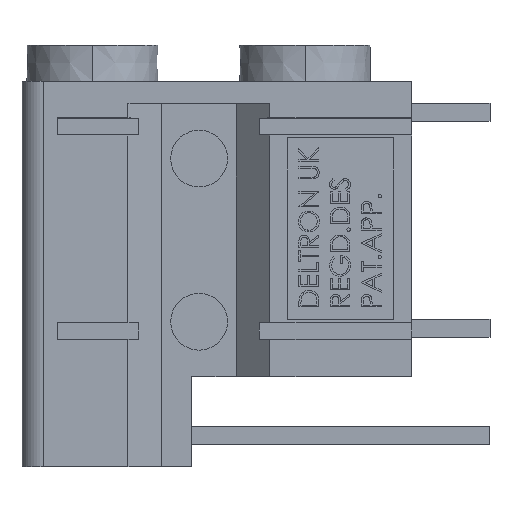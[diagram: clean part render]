
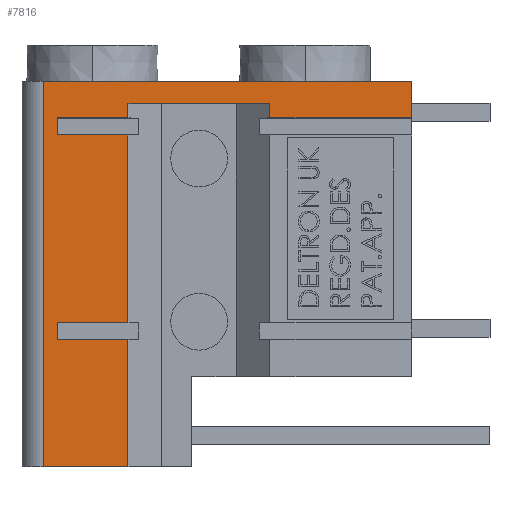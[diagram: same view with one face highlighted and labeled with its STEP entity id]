
A CAD part, left-side view. The second image highlights one B-rep face of the part: STEP entity #7816.
In plain terms, the highlighted planar face has unit normal (-1, 0, 0).
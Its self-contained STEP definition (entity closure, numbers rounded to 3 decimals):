
#132 = CARTESIAN_POINT ( 'NONE',  ( -4.875, 12.272, 27.2 ) ) ;
#210 = ORIENTED_EDGE ( 'NONE', *, *, #14936, .F. ) ;
#356 = CARTESIAN_POINT ( 'NONE',  ( -4.875, 6.3, 27.2 ) ) ;
#509 = VECTOR ( 'NONE', #21651, 1000. ) ;
#669 = DIRECTION ( 'NONE',  ( 0., 0., -1. ) ) ;
#1034 = LINE ( 'NONE', #5047, #18302 ) ;
#1170 = EDGE_CURVE ( 'NONE', #18635, #2500, #8630, .T. ) ;
#1624 = VECTOR ( 'NONE', #3628, 1000. ) ;
#1825 = DIRECTION ( 'NONE',  ( 0., 0., -1. ) ) ;
#1927 = ORIENTED_EDGE ( 'NONE', *, *, #6524, .F. ) ;
#1934 = CARTESIAN_POINT ( 'NONE',  ( -4.875, 11.3, 23.4 ) ) ;
#1997 = CARTESIAN_POINT ( 'NONE',  ( -4.875, -13.7, 24.6 ) ) ;
#2195 = ORIENTED_EDGE ( 'NONE', *, *, #6192, .T. ) ;
#2500 = VERTEX_POINT ( 'NONE', #1997 ) ;
#2646 = EDGE_CURVE ( 'NONE', #19706, #7349, #20324, .T. ) ;
#3094 = VECTOR ( 'NONE', #3432, 1000. ) ;
#3110 = VERTEX_POINT ( 'NONE', #18910 ) ;
#3293 = FACE_OUTER_BOUND ( 'NONE', #19698, .T. ) ;
#3432 = DIRECTION ( 'NONE',  ( 0., 1., 0. ) ) ;
#3460 = EDGE_CURVE ( 'NONE', #15975, #20212, #18188, .T. ) ;
#3628 = DIRECTION ( 'NONE',  ( 0., -1., 0. ) ) ;
#3635 = ORIENTED_EDGE ( 'NONE', *, *, #15989, .T. ) ;
#3664 = LINE ( 'NONE', #9031, #21000 ) ;
#3871 = LINE ( 'NONE', #4245, #21195 ) ;
#4054 = ORIENTED_EDGE ( 'NONE', *, *, #3460, .T. ) ;
#4245 = CARTESIAN_POINT ( 'NONE',  ( -4.875, 11.3, 8.98 ) ) ;
#4253 = CARTESIAN_POINT ( 'NONE',  ( -4.875, 11.3, 10.18 ) ) ;
#4354 = CARTESIAN_POINT ( 'NONE',  ( -4.875, -13.7, 0. ) ) ;
#4473 = DIRECTION ( 'NONE',  ( 0., 1., 0. ) ) ;
#4739 = ORIENTED_EDGE ( 'NONE', *, *, #17880, .T. ) ;
#4781 = VERTEX_POINT ( 'NONE', #6067 ) ;
#4945 = LINE ( 'NONE', #21585, #509 ) ;
#4952 = EDGE_CURVE ( 'NONE', #19368, #21656, #6600, .T. ) ;
#5044 = ORIENTED_EDGE ( 'NONE', *, *, #2646, .T. ) ;
#5047 = CARTESIAN_POINT ( 'NONE',  ( -4.875, 3.8, 25.6 ) ) ;
#5111 = CARTESIAN_POINT ( 'NONE',  ( -4.875, -0.802, 24.6 ) ) ;
#5233 = VECTOR ( 'NONE', #13754, 1000. ) ;
#6067 = CARTESIAN_POINT ( 'NONE',  ( -4.875, 11.3, 8.98 ) ) ;
#6190 = EDGE_CURVE ( 'NONE', #2500, #20212, #15935, .T. ) ;
#6192 = EDGE_CURVE ( 'NONE', #3110, #7712, #8074, .T. ) ;
#6443 = EDGE_CURVE ( 'NONE', #4781, #20211, #3871, .T. ) ;
#6451 = VECTOR ( 'NONE', #4473, 1000. ) ;
#6524 = EDGE_CURVE ( 'NONE', #3110, #9291, #16183, .T. ) ;
#6600 = LINE ( 'NONE', #1934, #1624 ) ;
#6710 = VECTOR ( 'NONE', #1825, 1000. ) ;
#6726 = DIRECTION ( 'NONE',  ( 0., 1., 0. ) ) ;
#6797 = CARTESIAN_POINT ( 'NONE',  ( -4.875, 6.3, 27.2 ) ) ;
#7012 = CARTESIAN_POINT ( 'NONE',  ( -4.875, -3.7, 25.6 ) ) ;
#7090 = CARTESIAN_POINT ( 'NONE',  ( -4.875, -3.7, 27.2 ) ) ;
#7349 = VERTEX_POINT ( 'NONE', #20454 ) ;
#7468 = DIRECTION ( 'NONE',  ( 0., 0., -1. ) ) ;
#7556 = CARTESIAN_POINT ( 'NONE',  ( -4.875, -13.7, 27.2 ) ) ;
#7712 = VERTEX_POINT ( 'NONE', #17229 ) ;
#7816 = ADVANCED_FACE ( 'NONE', ( #3293 ), #14534, .F. ) ;
#7961 = DIRECTION ( 'NONE',  ( 0., -1., 0. ) ) ;
#8031 = DIRECTION ( 'NONE',  ( 0., 0., -1. ) ) ;
#8074 = LINE ( 'NONE', #6797, #19868 ) ;
#8230 = CARTESIAN_POINT ( 'NONE',  ( -4.875, 6.3, 23.4 ) ) ;
#8498 = DIRECTION ( 'NONE',  ( 0., 0., 1. ) ) ;
#8555 = ORIENTED_EDGE ( 'NONE', *, *, #12844, .T. ) ;
#8630 = LINE ( 'NONE', #17488, #9162 ) ;
#9031 = CARTESIAN_POINT ( 'NONE',  ( -4.875, 11.3, 8.98 ) ) ;
#9046 = VECTOR ( 'NONE', #8031, 1000. ) ;
#9163 = ORIENTED_EDGE ( 'NONE', *, *, #4952, .F. ) ;
#9162 = VECTOR ( 'NONE', #7468, 1000. ) ;
#9291 = VERTEX_POINT ( 'NONE', #12208 ) ;
#9642 = CARTESIAN_POINT ( 'NONE',  ( -4.875, 6.3, 8.98 ) ) ;
#9708 = CARTESIAN_POINT ( 'NONE',  ( -4.875, 6.3, 10.18 ) ) ;
#10134 = ORIENTED_EDGE ( 'NONE', *, *, #16730, .F. ) ;
#10380 = LINE ( 'NONE', #4253, #6451 ) ;
#11156 = DIRECTION ( 'NONE',  ( 1., 0., 0. ) ) ;
#11352 = ORIENTED_EDGE ( 'NONE', *, *, #6190, .F. ) ;
#12208 = CARTESIAN_POINT ( 'NONE',  ( -4.875, 11.3, 24.6 ) ) ;
#12811 = DIRECTION ( 'NONE',  ( 0., 1., 0. ) ) ;
#12844 = EDGE_CURVE ( 'NONE', #20302, #19706, #20644, .T. ) ;
#12852 = CARTESIAN_POINT ( 'NONE',  ( -4.875, -13.7, 27.2 ) ) ;
#13206 = VECTOR ( 'NONE', #13750, 1000. ) ;
#13226 = EDGE_CURVE ( 'NONE', #16763, #14838, #10380, .T. ) ;
#13750 = DIRECTION ( 'NONE',  ( 0., 0., -1. ) ) ;
#13754 = DIRECTION ( 'NONE',  ( 0., 0., 1. ) ) ;
#14172 = LINE ( 'NONE', #356, #5233 ) ;
#14534 = PLANE ( 'NONE',  #19198 ) ;
#14667 = ORIENTED_EDGE ( 'NONE', *, *, #6443, .F. ) ;
#14710 = ORIENTED_EDGE ( 'NONE', *, *, #20680, .F. ) ;
#14838 = VERTEX_POINT ( 'NONE', #16094 ) ;
#14936 = EDGE_CURVE ( 'NONE', #9291, #19368, #17944, .T. ) ;
#15653 = VECTOR ( 'NONE', #12811, 1000. ) ;
#15868 = VECTOR ( 'NONE', #16072, 1000. ) ;
#15935 = LINE ( 'NONE', #5111, #3094 ) ;
#15975 = VERTEX_POINT ( 'NONE', #7012 ) ;
#15989 = EDGE_CURVE ( 'NONE', #7349, #20211, #14172, .T. ) ;
#16072 = DIRECTION ( 'NONE',  ( 0., -1., 0. ) ) ;
#16094 = CARTESIAN_POINT ( 'NONE',  ( -4.875, 11.3, 10.18 ) ) ;
#16183 = LINE ( 'NONE', #21181, #15653 ) ;
#16202 = DIRECTION ( 'NONE',  ( 0., 0., -1. ) ) ;
#16289 = CARTESIAN_POINT ( 'NONE',  ( -4.875, -13.7, 27.2 ) ) ;
#16296 = CARTESIAN_POINT ( 'NONE',  ( -4.875, 11.3, 23.4 ) ) ;
#16577 = CARTESIAN_POINT ( 'NONE',  ( -4.875, 12.272, 27.2 ) ) ;
#16641 = CARTESIAN_POINT ( 'NONE',  ( -4.875, 11.3, 23.4 ) ) ;
#16730 = EDGE_CURVE ( 'NONE', #20302, #18635, #21286, .T. ) ;
#16763 = VERTEX_POINT ( 'NONE', #9708 ) ;
#16781 = VECTOR ( 'NONE', #7961, 1000. ) ;
#16911 = CARTESIAN_POINT ( 'NONE',  ( -4.875, 12.272, 0. ) ) ;
#16916 = ORIENTED_EDGE ( 'NONE', *, *, #19813, .F. ) ;
#17229 = CARTESIAN_POINT ( 'NONE',  ( -4.875, 6.3, 25.6 ) ) ;
#17347 = ORIENTED_EDGE ( 'NONE', *, *, #1170, .F. ) ;
#17488 = CARTESIAN_POINT ( 'NONE',  ( -4.875, -13.7, 27.2 ) ) ;
#17645 = DIRECTION ( 'NONE',  ( 0., -1., 0. ) ) ;
#17880 = EDGE_CURVE ( 'NONE', #16763, #21656, #4945, .T. ) ;
#17944 = LINE ( 'NONE', #16296, #9046 ) ;
#18121 = ORIENTED_EDGE ( 'NONE', *, *, #13226, .F. ) ;
#18188 = LINE ( 'NONE', #7090, #13206 ) ;
#18302 = VECTOR ( 'NONE', #6726, 1000. ) ;
#18635 = VERTEX_POINT ( 'NONE', #7556 ) ;
#18910 = CARTESIAN_POINT ( 'NONE',  ( -4.875, 6.3, 24.6 ) ) ;
#19198 = AXIS2_PLACEMENT_3D ( 'NONE', #12852, #11156, #16202 ) ;
#19368 = VERTEX_POINT ( 'NONE', #16641 ) ;
#19698 = EDGE_LOOP ( 'NONE', ( #4054, #11352, #17347, #10134, #8555, #5044, #3635, #14667, #16916, #18121, #4739, #9163, #210, #1927, #2195, #14710 ) ) ;
#19706 = VERTEX_POINT ( 'NONE', #16911 ) ;
#19813 = EDGE_CURVE ( 'NONE', #14838, #4781, #3664, .T. ) ;
#19868 = VECTOR ( 'NONE', #8498, 1000. ) ;
#20211 = VERTEX_POINT ( 'NONE', #9642 ) ;
#20212 = VERTEX_POINT ( 'NONE', #21387 ) ;
#20302 = VERTEX_POINT ( 'NONE', #16577 ) ;
#20324 = LINE ( 'NONE', #4354, #15868 ) ;
#20454 = CARTESIAN_POINT ( 'NONE',  ( -4.875, 6.3, 0. ) ) ;
#20644 = LINE ( 'NONE', #132, #6710 ) ;
#20680 = EDGE_CURVE ( 'NONE', #15975, #7712, #1034, .T. ) ;
#21000 = VECTOR ( 'NONE', #669, 1000. ) ;
#21181 = CARTESIAN_POINT ( 'NONE',  ( -4.875, 11.3, 24.6 ) ) ;
#21195 = VECTOR ( 'NONE', #17645, 1000. ) ;
#21286 = LINE ( 'NONE', #16289, #16781 ) ;
#21387 = CARTESIAN_POINT ( 'NONE',  ( -4.875, -3.7, 24.6 ) ) ;
#21585 = CARTESIAN_POINT ( 'NONE',  ( -4.875, 6.3, 27.2 ) ) ;
#21651 = DIRECTION ( 'NONE',  ( 0., 0., 1. ) ) ;
#21656 = VERTEX_POINT ( 'NONE', #8230 ) ;
